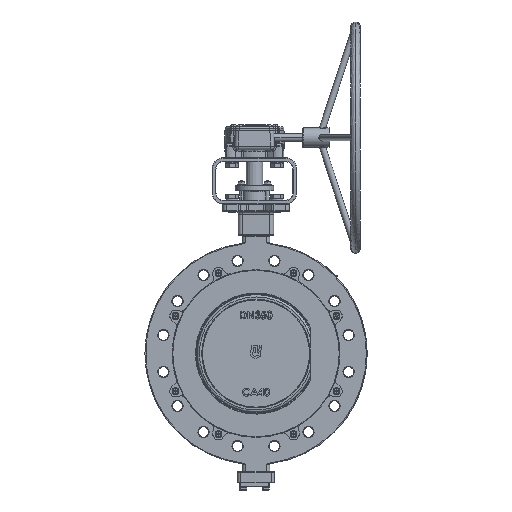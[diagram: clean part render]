
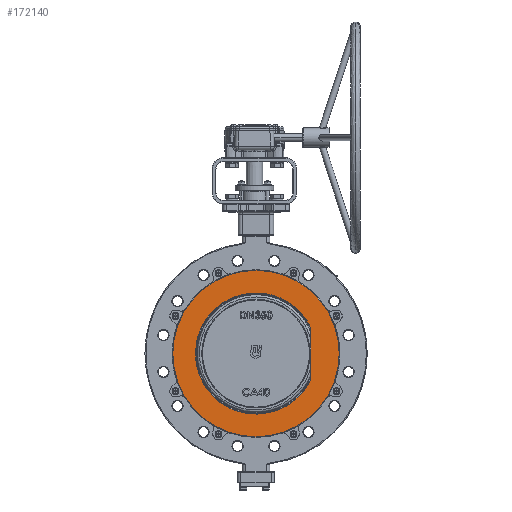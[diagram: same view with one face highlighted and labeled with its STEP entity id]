
A CAD part, front view. The second image highlights one B-rep face of the part: STEP entity #172140.
In plain terms, the highlighted planar face has unit normal (0, -1, 0).
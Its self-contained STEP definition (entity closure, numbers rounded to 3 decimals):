
#171276=CARTESIAN_POINT('',(216.,-56.5,0.));
#171277=VERTEX_POINT('',#171276);
#171284=CARTESIAN_POINT('',(-216.,-56.5,0.));
#171285=VERTEX_POINT('',#171284);
#171286=CARTESIAN_POINT('',(-0.,-56.5,0.));
#171287=DIRECTION('',(-0.,1.,-0.));
#171288=DIRECTION('',(1.,-0.,-0.));
#171289=AXIS2_PLACEMENT_3D('',#171286,#171287,#171288);
#171290=CIRCLE('',#171289,216.);
#171291=EDGE_CURVE('NONE',#171277,#171285,#171290,.T.);
#172026=CARTESIAN_POINT('',(-0.,-56.5,0.));
#172027=DIRECTION('',(0.,1.,-0.));
#172028=DIRECTION('',(1.,-0.,-0.));
#172029=AXIS2_PLACEMENT_3D('',#172026,#172027,#172028);
#172030=PLANE('',#172029);
#172031=CARTESIAN_POINT('',(-157.125,-56.5,-0.));
#172032=VERTEX_POINT('',#172031);
#172033=CARTESIAN_POINT('',(141.278,-56.5,68.766));
#172034=VERTEX_POINT('',#172033);
#172035=CARTESIAN_POINT('',(-157.125,-56.5,-0.));
#172036=CARTESIAN_POINT('',(-157.098,-56.5,26.731));
#172037=CARTESIAN_POINT('',(-148.337,-56.5,51.812));
#172038=CARTESIAN_POINT('',(-143.972,-56.5,64.307));
#172039=CARTESIAN_POINT('',(-137.581,-56.5,75.892));
#172040=CARTESIAN_POINT('',(-131.192,-56.5,87.476));
#172041=CARTESIAN_POINT('',(-122.955,-56.5,97.828));
#172042=CARTESIAN_POINT('',(-114.714,-56.5,108.185));
#172043=CARTESIAN_POINT('',(-104.858,-56.5,117.017));
#172044=CARTESIAN_POINT('',(-95.005,-56.5,125.847));
#172045=CARTESIAN_POINT('',(-83.819,-56.5,132.901));
#172046=CARTESIAN_POINT('',(-72.621,-56.5,139.963));
#172047=CARTESIAN_POINT('',(-60.404,-56.5,145.05));
#172048=CARTESIAN_POINT('',(-48.196,-56.5,150.135));
#172049=CARTESIAN_POINT('',(-35.306,-56.5,153.107));
#172050=CARTESIAN_POINT('',(-22.409,-56.5,156.081));
#172051=CARTESIAN_POINT('',(-9.192,-56.5,156.856));
#172052=CARTESIAN_POINT('',(4.009,-56.5,157.63));
#172053=CARTESIAN_POINT('',(17.156,-56.5,156.186));
#172054=CARTESIAN_POINT('',(30.315,-56.5,154.74));
#172055=CARTESIAN_POINT('',(43.049,-56.5,151.113));
#172056=CARTESIAN_POINT('',(55.764,-56.5,147.491));
#172057=CARTESIAN_POINT('',(67.699,-56.5,141.792));
#172058=CARTESIAN_POINT('',(79.644,-56.5,136.089));
#172059=CARTESIAN_POINT('',(90.473,-56.5,128.463));
#172060=CARTESIAN_POINT('',(101.277,-56.5,120.855));
#172061=CARTESIAN_POINT('',(110.669,-56.5,111.537));
#172062=CARTESIAN_POINT('',(120.064,-56.5,102.217));
#172063=CARTESIAN_POINT('',(127.781,-56.5,91.434));
#172064=CARTESIAN_POINT('',(135.471,-56.5,80.689));
#172065=CARTESIAN_POINT('',(141.278,-56.5,68.766));
#172066=B_SPLINE_CURVE_WITH_KNOTS('',2,(#172035,#172036,#172037,#172038,#172039,#172040,#172041,#172042,#172043,#172044,#172045,#172046,#172047,#172048,#172049,#172050,#172051,#172052,#172053,#172054,#172055,#172056,#172057,#172058,#172059,#172060,
#172061,#172062,#172063,#172064,#172065),.UNSPECIFIED.,.F.,.F.,(3,2,2,2,2,2,2,2,2,2,2,2,2,2,2,3),(0.,0.125,0.188,0.25,0.313,0.375,0.438,0.5,0.563,0.625,0.688,0.75,0.813,0.875,0.938,1.),.UNSPECIFIED.);
#172067=EDGE_CURVE('',#172032,#172034,#172066,.T.);
#172068=ORIENTED_EDGE('',*,*,#172067,.T.);
#172069=CARTESIAN_POINT('',(142.375,-56.5,64.006));
#172070=VERTEX_POINT('',#172069);
#172071=CARTESIAN_POINT('',(131.5,-56.5,64.006));
#172072=DIRECTION('',(0.,1.,-0.));
#172073=DIRECTION('',(0.,0.,1.));
#172074=AXIS2_PLACEMENT_3D('',#172071,#172072,#172073);
#172075=CIRCLE('',#172074,10.875);
#172076=EDGE_CURVE('',#172034,#172070,#172075,.T.);
#172077=ORIENTED_EDGE('',*,*,#172076,.T.);
#172078=CARTESIAN_POINT('',(142.375,-56.5,-64.006));
#172079=VERTEX_POINT('',#172078);
#172080=CARTESIAN_POINT('',(142.375,-56.5,64.006));
#172081=DIRECTION('',(-0.,-0.,-1.));
#172082=VECTOR('',#172081,128.013);
#172083=LINE('',#172080,#172082);
#172084=EDGE_CURVE('',#172070,#172079,#172083,.T.);
#172085=ORIENTED_EDGE('',*,*,#172084,.T.);
#172086=CARTESIAN_POINT('',(141.278,-56.5,-68.766));
#172087=VERTEX_POINT('',#172086);
#172088=CARTESIAN_POINT('',(142.375,-56.5,-64.006));
#172089=CARTESIAN_POINT('',(142.377,-56.5,-66.515));
#172090=CARTESIAN_POINT('',(141.278,-56.5,-68.766));
#172091=B_SPLINE_CURVE_WITH_KNOTS('',2,(#172088,#172089,#172090),.UNSPECIFIED.,.F.,.F.,(3,3),(0.,1.),.UNSPECIFIED.);
#172092=EDGE_CURVE('',#172079,#172087,#172091,.T.);
#172093=ORIENTED_EDGE('',*,*,#172092,.T.);
#172094=CARTESIAN_POINT('',(141.278,-56.5,-68.766));
#172095=CARTESIAN_POINT('',(129.555,-56.5,-92.789));
#172096=CARTESIAN_POINT('',(110.701,-56.5,-111.506));
#172097=CARTESIAN_POINT('',(101.307,-56.5,-120.831));
#172098=CARTESIAN_POINT('',(90.491,-56.5,-128.451));
#172099=CARTESIAN_POINT('',(79.676,-56.5,-136.07));
#172100=CARTESIAN_POINT('',(67.74,-56.5,-141.773));
#172101=CARTESIAN_POINT('',(55.797,-56.5,-147.479));
#172102=CARTESIAN_POINT('',(43.071,-56.5,-151.107));
#172103=CARTESIAN_POINT('',(30.346,-56.5,-154.733));
#172104=CARTESIAN_POINT('',(17.202,-56.5,-156.181));
#172105=CARTESIAN_POINT('',(4.042,-56.5,-157.63));
#172106=CARTESIAN_POINT('',(-9.169,-56.5,-156.857));
#172107=CARTESIAN_POINT('',(-22.371,-56.5,-156.086));
#172108=CARTESIAN_POINT('',(-35.262,-56.5,-153.117));
#172109=CARTESIAN_POINT('',(-48.16,-56.5,-150.147));
#172110=CARTESIAN_POINT('',(-60.383,-56.5,-145.059));
#172111=CARTESIAN_POINT('',(-72.591,-56.5,-139.977));
#172112=CARTESIAN_POINT('',(-83.78,-56.5,-132.925));
#172113=CARTESIAN_POINT('',(-94.979,-56.5,-125.867));
#172114=CARTESIAN_POINT('',(-104.841,-56.5,-117.032));
#172115=CARTESIAN_POINT('',(-114.689,-56.5,-108.21));
#172116=CARTESIAN_POINT('',(-122.927,-56.5,-97.863));
#172117=CARTESIAN_POINT('',(-131.171,-56.5,-87.508));
#172118=CARTESIAN_POINT('',(-137.57,-56.5,-75.912));
#172119=CARTESIAN_POINT('',(-143.955,-56.5,-64.343));
#172120=CARTESIAN_POINT('',(-148.322,-56.5,-51.854));
#172121=CARTESIAN_POINT('',(-152.69,-56.5,-39.362));
#172122=CARTESIAN_POINT('',(-154.91,-56.5,-26.289));
#172123=CARTESIAN_POINT('',(-157.122,-56.5,-13.263));
#172124=CARTESIAN_POINT('',(-157.125,-56.5,-0.));
#172125=B_SPLINE_CURVE_WITH_KNOTS('',2,(#172094,#172095,#172096,#172097,#172098,#172099,#172100,#172101,#172102,#172103,#172104,#172105,#172106,#172107,#172108,#172109,#172110,#172111,#172112,#172113,#172114,#172115,#172116,#172117,#172118,#172119,
#172120,#172121,#172122,#172123,#172124),.UNSPECIFIED.,.F.,.F.,(3,2,2,2,2,2,2,2,2,2,2,2,2,2,2,3),(0.,0.125,0.188,0.25,0.313,0.375,0.438,0.5,0.563,0.625,0.688,0.75,0.813,0.875,0.938,1.),.UNSPECIFIED.);
#172126=EDGE_CURVE('',#172087,#172032,#172125,.T.);
#172127=ORIENTED_EDGE('',*,*,#172126,.T.);
#172128=EDGE_LOOP('',(#172068,#172077,#172085,#172093,#172127));
#172129=FACE_BOUND('',#172128,.T.);
#172130=ORIENTED_EDGE('',*,*,#171291,.F.);
#172131=CARTESIAN_POINT('',(-0.,-56.5,0.));
#172132=DIRECTION('',(-0.,1.,-0.));
#172133=DIRECTION('',(1.,-0.,-0.));
#172134=AXIS2_PLACEMENT_3D('',#172131,#172132,#172133);
#172135=CIRCLE('',#172134,216.);
#172136=EDGE_CURVE('NONE',#171285,#171277,#172135,.T.);
#172137=ORIENTED_EDGE('',*,*,#172136,.F.);
#172138=EDGE_LOOP('',(#172130,#172137));
#172139=FACE_BOUND('',#172138,.T.);
#172140=ADVANCED_FACE('NONE',(#172129,#172139),#172030,.F.);
